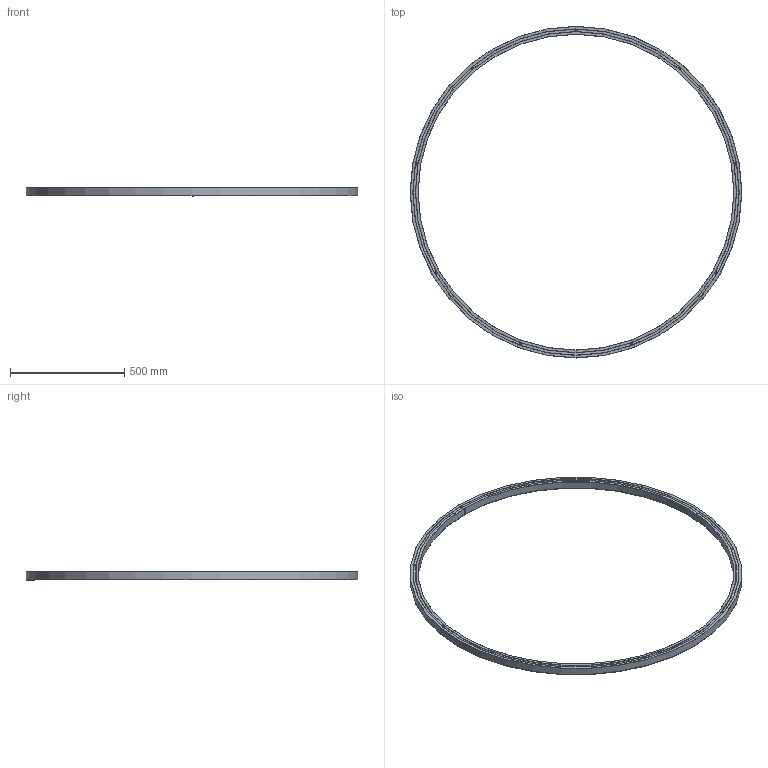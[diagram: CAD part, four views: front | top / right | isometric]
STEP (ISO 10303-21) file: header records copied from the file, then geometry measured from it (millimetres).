
FILE_DESCRIPTION(/* description */ ('This is a sample STEP configuration'),/* implementation_level */ '2;1');
FILE_NAME(/* name */ '675-102xxxxxxxxx SIMPLE.ipt_Rev_01.4.stp',/* time_stamp */ '2023-04-26T13:08:44+02:00',/* author */ ('powerJobs'),/* organization */ ('coolOrange'),/* preprocessor_version */ 'ST-DEVELOPER v19.2',/* originating_system */ 'Autodesk Inventor 2023',/* authorisation */ '');
FILE_SCHEMA (('AUTOMOTIVE_DESIGN { 1 0 10303 214 3 1 1 }'));
Length unit declared in the file: millimetre
Products named in the file (1): ENG000017683
Bounding box: 1450 x 1451.5 x 37 mm (x, y, z)
Volume: 5227958.6 mm3; surface area: 637363.6 mm2
Topology: 1 solids, 1 shells, 79 faces, 164 edges, 101 vertices
Faces by surface type: plane 36, cylinder 22, torus 12, cone 9
Full cylindrical faces by diameter (mm): 4.5 x9, 1382.4 x1, 1404 x1, 1426 x1, 1447.6 x1
Entity records: 2183 total; most frequent: DIRECTION 416, CARTESIAN_POINT 363, ORIENTED_EDGE 328, AXIS2_PLACEMENT_3D 176, EDGE_CURVE 164, EDGE_LOOP 101, VERTEX_POINT 101, CIRCLE 96
